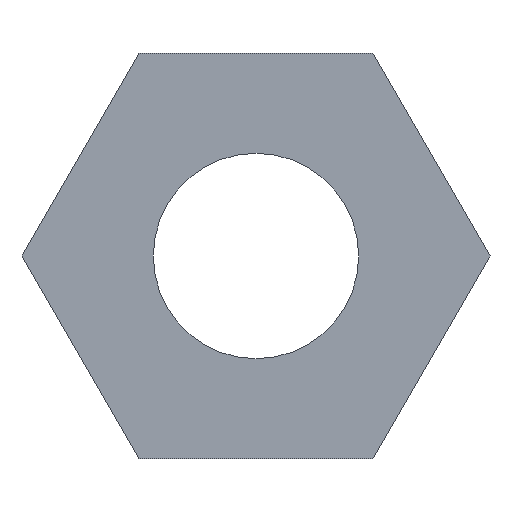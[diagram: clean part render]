
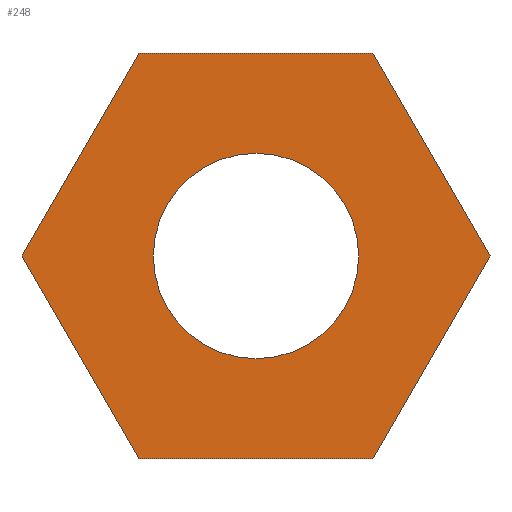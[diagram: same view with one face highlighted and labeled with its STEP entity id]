
A CAD part, front view. The second image highlights one B-rep face of the part: STEP entity #248.
In plain terms, the highlighted planar face has unit normal (0, -1, 0).
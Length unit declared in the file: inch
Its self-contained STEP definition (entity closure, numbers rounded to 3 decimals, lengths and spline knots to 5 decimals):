
#23=LINE('',#368,#53);
#24=LINE('',#370,#54);
#25=LINE('',#372,#55);
#26=LINE('',#374,#56);
#27=LINE('',#376,#57);
#28=LINE('',#377,#58);
#53=VECTOR('',#298,0.21651);
#54=VECTOR('',#299,0.21651);
#55=VECTOR('',#300,0.21651);
#56=VECTOR('',#301,0.21651);
#57=VECTOR('',#302,0.21651);
#58=VECTOR('',#303,0.21651);
#78=PLANE('',#267);
#93=FACE_BOUND('',#114,.T.);
#96=FACE_OUTER_BOUND('',#113,.T.);
#113=EDGE_LOOP('',(#190,#191,#192,#193,#194,#195));
#114=EDGE_LOOP('',(#196));
#128=CIRCLE('',#265,0.095);
#130=VERTEX_POINT('',#350);
#137=VERTEX_POINT('',#366);
#138=VERTEX_POINT('',#367);
#139=VERTEX_POINT('',#369);
#140=VERTEX_POINT('',#371);
#141=VERTEX_POINT('',#373);
#142=VERTEX_POINT('',#375);
#150=EDGE_CURVE('',#130,#130,#128,.T.);
#157=EDGE_CURVE('',#137,#138,#23,.T.);
#158=EDGE_CURVE('',#139,#137,#24,.T.);
#159=EDGE_CURVE('',#140,#139,#25,.T.);
#160=EDGE_CURVE('',#141,#140,#26,.T.);
#161=EDGE_CURVE('',#142,#141,#27,.T.);
#162=EDGE_CURVE('',#138,#142,#28,.T.);
#190=ORIENTED_EDGE('',*,*,#157,.F.);
#191=ORIENTED_EDGE('',*,*,#158,.F.);
#192=ORIENTED_EDGE('',*,*,#159,.F.);
#193=ORIENTED_EDGE('',*,*,#160,.F.);
#194=ORIENTED_EDGE('',*,*,#161,.F.);
#195=ORIENTED_EDGE('',*,*,#162,.F.);
#196=ORIENTED_EDGE('',*,*,#150,.T.);
#248=ADVANCED_FACE('',(#96,#93),#78,.F.);
#265=AXIS2_PLACEMENT_3D('',#351,#286,#287);
#267=AXIS2_PLACEMENT_3D('',#365,#296,#297);
#286=DIRECTION('center_axis',(0.,1.,0.));
#287=DIRECTION('ref_axis',(0.,0.,1.));
#296=DIRECTION('center_axis',(0.,1.,0.));
#297=DIRECTION('ref_axis',(0.,0.,1.));
#298=DIRECTION('',(0.5,0.,-0.866));
#299=DIRECTION('',(1.,0.,0.));
#300=DIRECTION('',(0.5,0.,0.866));
#301=DIRECTION('',(-0.5,0.,0.866));
#302=DIRECTION('',(-1.,0.,0.));
#303=DIRECTION('',(-0.5,0.,-0.866));
#350=CARTESIAN_POINT('',(0.,0.,-0.095));
#351=CARTESIAN_POINT('Origin',(0.,0.,0.));
#365=CARTESIAN_POINT('Origin',(0.,0.,0.));
#366=CARTESIAN_POINT('',(0.10825,0.,0.1875));
#367=CARTESIAN_POINT('',(0.21651,0.,0.));
#368=CARTESIAN_POINT('',(0.10825,0.,0.1875));
#369=CARTESIAN_POINT('',(-0.10825,0.,0.1875));
#370=CARTESIAN_POINT('',(-0.10825,0.,0.1875));
#371=CARTESIAN_POINT('',(-0.21651,0.,0.));
#372=CARTESIAN_POINT('',(-0.21651,0.,0.));
#373=CARTESIAN_POINT('',(-0.10825,0.,-0.1875));
#374=CARTESIAN_POINT('',(-0.10825,0.,-0.1875));
#375=CARTESIAN_POINT('',(0.10825,0.,-0.1875));
#376=CARTESIAN_POINT('',(0.10825,0.,-0.1875));
#377=CARTESIAN_POINT('',(0.21651,0.,0.));
